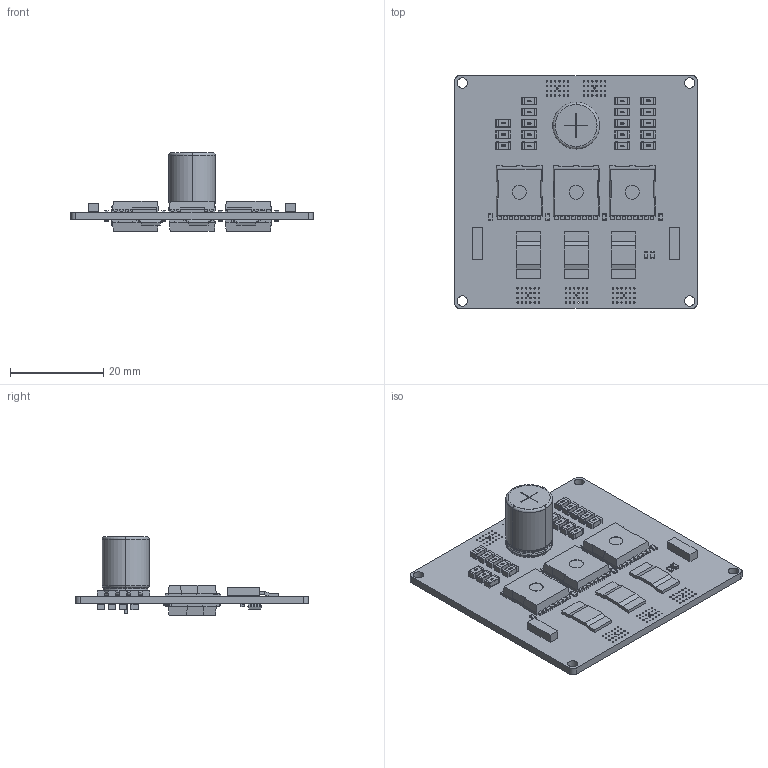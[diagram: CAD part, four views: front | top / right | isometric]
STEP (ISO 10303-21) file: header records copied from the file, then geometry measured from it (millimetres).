
FILE_DESCRIPTION(('Open CASCADE Model'),'2;1');
FILE_NAME('Open CASCADE Shape Model','2024-10-21T15:06:27',('Author'),( 'Open CASCADE'),'Open CASCADE STEP processor 6.8','Open CASCADE 6.8' ,'Unknown');
FILE_SCHEMA(('AUTOMOTIVE_DESIGN { 1 0 10303 214 1 1 1 1 }'));
Length unit declared in the file: millimetre
Products named in the file (78): PCB; Board; Open CASCADE STEP translator 6.8 1.1.1; R12; RESC1608(0603); R1; R5; C1; cap_0603_lowprofile; R11; R10; R9; R3; R2; R4; C4; C3; C2; C40; C_1206; LOGO?; C26; C25; C24; C23; R8; PSR400ITQFH1L00--3DModel-STEP-1; R7; R6; Q6; 6110961072; Q5; Q4; Q3; Q2; Q1; J5; 6112097776; Extruded; C22 ...
Assembly tree (132 placements, depth 4):
  PCB
    Board
      Open CASCADE STEP translator 6.8 1.1.1
    R12
      RESC1608(0603)
    R1
      RESC1608(0603)
    R5
      RESC1608(0603)
    C1
      cap_0603_lowprofile
    R11
      RESC1608(0603)
    R10
      RESC1608(0603)
    R9
      RESC1608(0603)
    R3
      RESC1608(0603)
    R2
      RESC1608(0603)
    R4
      RESC1608(0603)
    C4
      cap_0603_lowprofile
    C3
      cap_0603_lowprofile
    C2
      cap_0603_lowprofile
    C40
      C_1206
        LOGO?
        C_1206
    C26
      C_1206
        LOGO?
        C_1206
    C25
      C_1206
        LOGO?
        C_1206
    C24
      C_1206
        LOGO?
        C_1206
    C23
      C_1206
        LOGO?
        C_1206
    R8
      PSR400ITQFH1L00--3DModel-STEP-1
    R7
      PSR400ITQFH1L00--3DModel-STEP-1
    R6
      PSR400ITQFH1L00--3DModel-STEP-1
    Q6
      6110961072
    Q5
      6110961072
    Q4
Bounding box: 52 x 50 x 16.82 mm (x, y, z)
Volume: 6106.3 mm3; surface area: 11752.7 mm2
Topology: 647 solids, 651 shells, 9414 faces, 22476 edges, 14217 vertices
Faces by surface type: plane 5065, bspline 2100, cylinder 1829, sphere 384, torus 36
Full cylindrical faces by diameter (mm): 0.304 x125, 0.8 x2, 2.2 x4
Entity records: 33648 total; most frequent: CARTESIAN_POINT 7293, DIRECTION 4649, ORIENTED_EDGE 4444, EDGE_CURVE 2249, AXIS2_PLACEMENT_3D 1593, LINE 1463, VECTOR 1463, VERTEX_POINT 1457
